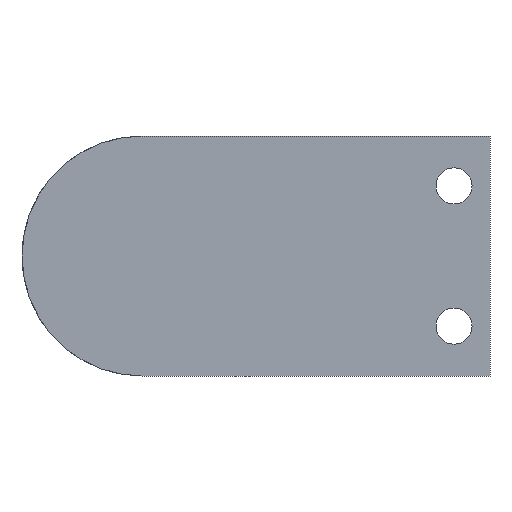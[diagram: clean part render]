
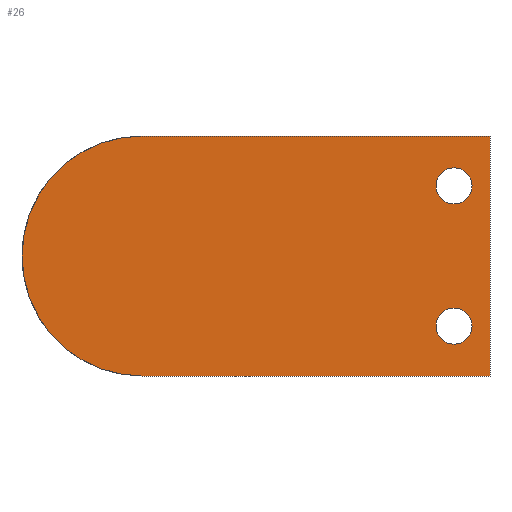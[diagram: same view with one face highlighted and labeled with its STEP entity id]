
A CAD part, front view. The second image highlights one B-rep face of the part: STEP entity #26.
In plain terms, the highlighted planar face has unit normal (0, -1, 0).
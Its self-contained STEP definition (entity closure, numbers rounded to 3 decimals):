
#2 = ORIENTED_EDGE ( 'NONE', *, *, #231, .T. ) ;
#16 = ORIENTED_EDGE ( 'NONE', *, *, #303, .T. ) ;
#17 = FACE_BOUND ( 'NONE', #423, .T. ) ;
#25 = DIRECTION ( 'NONE',  ( 0., 1., 0. ) ) ;
#26 = ADVANCED_FACE ( 'NONE', ( #469, #17, #425 ), #224, .F. ) ;
#42 = EDGE_CURVE ( 'NONE', #621, #571, #173, .T. ) ;
#77 = VECTOR ( 'NONE', #427, 1000. ) ;
#80 = DIRECTION ( 'NONE',  ( 0., 1., 0. ) ) ;
#83 = CARTESIAN_POINT ( 'NONE',  ( 26., -10., -5.842 ) ) ;
#90 = CARTESIAN_POINT ( 'NONE',  ( 0., -10., 0. ) ) ;
#101 = CARTESIAN_POINT ( 'NONE',  ( 26., -10., 5.842 ) ) ;
#102 = DIRECTION ( 'NONE',  ( 0., 1., 0. ) ) ;
#110 = ORIENTED_EDGE ( 'NONE', *, *, #42, .T. ) ;
#111 = VERTEX_POINT ( 'NONE', #219 ) ;
#116 = EDGE_CURVE ( 'NONE', #454, #542, #585, .T. ) ;
#135 = LINE ( 'NONE', #439, #620 ) ;
#153 = DIRECTION ( 'NONE',  ( 0., 1., 0. ) ) ;
#157 = EDGE_LOOP ( 'NONE', ( #379, #16 ) ) ;
#159 = CARTESIAN_POINT ( 'NONE',  ( 0., -10., 0. ) ) ;
#173 = LINE ( 'NONE', #316, #240 ) ;
#194 = DIRECTION ( 'NONE',  ( 0., 0., 1. ) ) ;
#216 = AXIS2_PLACEMENT_3D ( 'NONE', #90, #102, #194 ) ;
#219 = CARTESIAN_POINT ( 'NONE',  ( 0., -10., -10. ) ) ;
#222 = CARTESIAN_POINT ( 'NONE',  ( 29., -10., -10. ) ) ;
#224 = PLANE ( 'NONE',  #594 ) ;
#225 = EDGE_CURVE ( 'NONE', #605, #621, #135, .T. ) ;
#231 = EDGE_CURVE ( 'NONE', #542, #454, #483, .T. ) ;
#240 = VECTOR ( 'NONE', #518, 1000. ) ;
#243 = DIRECTION ( 'NONE',  ( 0., 1., 0. ) ) ;
#272 = ORIENTED_EDGE ( 'NONE', *, *, #116, .T. ) ;
#279 = DIRECTION ( 'NONE',  ( 0., 0., -1. ) ) ;
#287 = CARTESIAN_POINT ( 'NONE',  ( 26., -10., 4.342 ) ) ;
#299 = DIRECTION ( 'NONE',  ( 0., 0., 1. ) ) ;
#303 = EDGE_CURVE ( 'NONE', #477, #596, #528, .T. ) ;
#316 = CARTESIAN_POINT ( 'NONE',  ( 0., -10., 10. ) ) ;
#327 = AXIS2_PLACEMENT_3D ( 'NONE', #566, #153, #426 ) ;
#338 = CARTESIAN_POINT ( 'NONE',  ( 29., -10., -10. ) ) ;
#352 = CARTESIAN_POINT ( 'NONE',  ( 29., -10., 10. ) ) ;
#367 = ORIENTED_EDGE ( 'NONE', *, *, #437, .T. ) ;
#369 = DIRECTION ( 'NONE',  ( 0., 0., 1. ) ) ;
#371 = EDGE_CURVE ( 'NONE', #596, #477, #595, .T. ) ;
#379 = ORIENTED_EDGE ( 'NONE', *, *, #371, .T. ) ;
#381 = LINE ( 'NONE', #222, #77 ) ;
#415 = ORIENTED_EDGE ( 'NONE', *, *, #576, .F. ) ;
#423 = EDGE_LOOP ( 'NONE', ( #2, #272 ) ) ;
#425 = FACE_OUTER_BOUND ( 'NONE', #446, .T. ) ;
#426 = DIRECTION ( 'NONE',  ( 0., 0., -1. ) ) ;
#427 = DIRECTION ( 'NONE',  ( 1., 0., 0. ) ) ;
#436 = AXIS2_PLACEMENT_3D ( 'NONE', #83, #25, #279 ) ;
#437 = EDGE_CURVE ( 'NONE', #111, #605, #381, .T. ) ;
#439 = CARTESIAN_POINT ( 'NONE',  ( 29., -10., 10. ) ) ;
#446 = EDGE_LOOP ( 'NONE', ( #415, #367, #616, #110 ) ) ;
#454 = VERTEX_POINT ( 'NONE', #623 ) ;
#469 = FACE_BOUND ( 'NONE', #157, .T. ) ;
#477 = VERTEX_POINT ( 'NONE', #287 ) ;
#478 = DIRECTION ( 'NONE',  ( 0., 0., 1. ) ) ;
#481 = CARTESIAN_POINT ( 'NONE',  ( 26., -10., 5.842 ) ) ;
#483 = CIRCLE ( 'NONE', #436, 1.5 ) ;
#484 = AXIS2_PLACEMENT_3D ( 'NONE', #101, #243, #299 ) ;
#491 = CARTESIAN_POINT ( 'NONE',  ( 26., -10., 7.342 ) ) ;
#493 = CIRCLE ( 'NONE', #216, 10. ) ;
#518 = DIRECTION ( 'NONE',  ( -1., 0., 0. ) ) ;
#528 = CIRCLE ( 'NONE', #535, 1.5 ) ;
#535 = AXIS2_PLACEMENT_3D ( 'NONE', #481, #80, #634 ) ;
#541 = CARTESIAN_POINT ( 'NONE',  ( 0., -10., 10. ) ) ;
#542 = VERTEX_POINT ( 'NONE', #638 ) ;
#566 = CARTESIAN_POINT ( 'NONE',  ( 26., -10., -5.842 ) ) ;
#571 = VERTEX_POINT ( 'NONE', #541 ) ;
#576 = EDGE_CURVE ( 'NONE', #111, #571, #493, .T. ) ;
#585 = CIRCLE ( 'NONE', #327, 1.5 ) ;
#594 = AXIS2_PLACEMENT_3D ( 'NONE', #159, #612, #369 ) ;
#595 = CIRCLE ( 'NONE', #484, 1.5 ) ;
#596 = VERTEX_POINT ( 'NONE', #491 ) ;
#605 = VERTEX_POINT ( 'NONE', #338 ) ;
#612 = DIRECTION ( 'NONE',  ( 0., 1., 0. ) ) ;
#616 = ORIENTED_EDGE ( 'NONE', *, *, #225, .T. ) ;
#620 = VECTOR ( 'NONE', #478, 1000. ) ;
#621 = VERTEX_POINT ( 'NONE', #352 ) ;
#623 = CARTESIAN_POINT ( 'NONE',  ( 26., -10., -7.342 ) ) ;
#634 = DIRECTION ( 'NONE',  ( 0., 0., 1. ) ) ;
#638 = CARTESIAN_POINT ( 'NONE',  ( 26., -10., -4.342 ) ) ;
